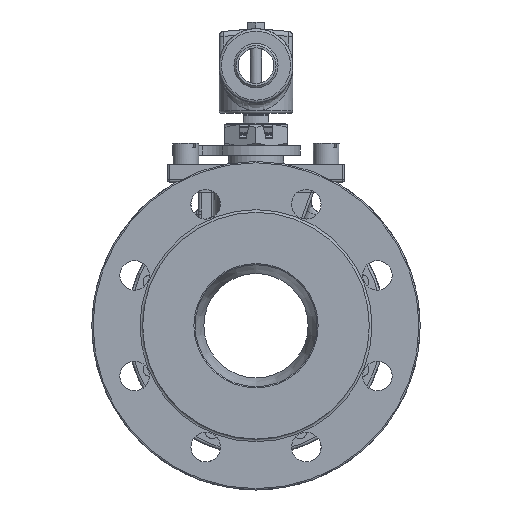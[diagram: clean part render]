
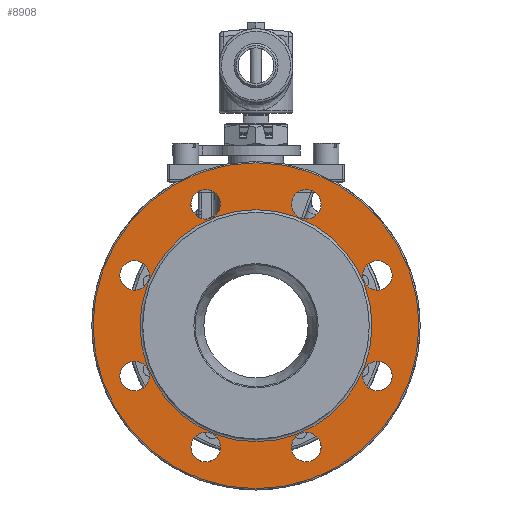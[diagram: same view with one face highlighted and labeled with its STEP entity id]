
A CAD part, left-side view. The second image highlights one B-rep face of the part: STEP entity #8908.
In plain terms, the highlighted planar face has unit normal (-1, 0, 0).
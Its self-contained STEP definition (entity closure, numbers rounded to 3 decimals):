
#249=PLANE('',#9597);
#510=FACE_BOUND('',#1319,.T.);
#511=FACE_BOUND('',#1320,.T.);
#512=FACE_BOUND('',#1321,.T.);
#513=FACE_BOUND('',#1322,.T.);
#514=FACE_BOUND('',#1323,.T.);
#515=FACE_BOUND('',#1324,.T.);
#516=FACE_BOUND('',#1325,.T.);
#517=FACE_BOUND('',#1326,.T.);
#518=FACE_BOUND('',#1327,.T.);
#708=FACE_OUTER_BOUND('',#1318,.T.);
#1318=EDGE_LOOP('',(#6043));
#1319=EDGE_LOOP('',(#6044));
#1320=EDGE_LOOP('',(#6045));
#1321=EDGE_LOOP('',(#6046));
#1322=EDGE_LOOP('',(#6047));
#1323=EDGE_LOOP('',(#6048));
#1324=EDGE_LOOP('',(#6049));
#1325=EDGE_LOOP('',(#6050));
#1326=EDGE_LOOP('',(#6051));
#1327=EDGE_LOOP('',(#6052));
#1955=CIRCLE('',#9445,9.);
#1957=CIRCLE('',#9448,9.);
#1959=CIRCLE('',#9451,9.);
#1961=CIRCLE('',#9454,9.);
#1963=CIRCLE('',#9457,9.);
#1965=CIRCLE('',#9460,9.);
#1967=CIRCLE('',#9463,9.);
#1969=CIRCLE('',#9466,9.);
#2064=CIRCLE('',#9598,99.2);
#2065=CIRCLE('',#9599,70.6);
#3731=VERTEX_POINT('',#13094);
#3733=VERTEX_POINT('',#13099);
#3735=VERTEX_POINT('',#13104);
#3737=VERTEX_POINT('',#13109);
#3739=VERTEX_POINT('',#13114);
#3741=VERTEX_POINT('',#13119);
#3743=VERTEX_POINT('',#13124);
#3745=VERTEX_POINT('',#13129);
#3888=VERTEX_POINT('',#13841);
#3889=VERTEX_POINT('',#13843);
#4548=EDGE_CURVE('',#3731,#3731,#1955,.T.);
#4550=EDGE_CURVE('',#3733,#3733,#1957,.T.);
#4552=EDGE_CURVE('',#3735,#3735,#1959,.T.);
#4554=EDGE_CURVE('',#3737,#3737,#1961,.T.);
#4556=EDGE_CURVE('',#3739,#3739,#1963,.T.);
#4558=EDGE_CURVE('',#3741,#3741,#1965,.T.);
#4560=EDGE_CURVE('',#3743,#3743,#1967,.T.);
#4562=EDGE_CURVE('',#3745,#3745,#1969,.T.);
#4733=EDGE_CURVE('',#3888,#3888,#2064,.T.);
#4734=EDGE_CURVE('',#3889,#3889,#2065,.T.);
#6043=ORIENTED_EDGE('',*,*,#4733,.F.);
#6044=ORIENTED_EDGE('',*,*,#4548,.T.);
#6045=ORIENTED_EDGE('',*,*,#4550,.T.);
#6046=ORIENTED_EDGE('',*,*,#4552,.T.);
#6047=ORIENTED_EDGE('',*,*,#4554,.T.);
#6048=ORIENTED_EDGE('',*,*,#4556,.T.);
#6049=ORIENTED_EDGE('',*,*,#4558,.T.);
#6050=ORIENTED_EDGE('',*,*,#4560,.T.);
#6051=ORIENTED_EDGE('',*,*,#4562,.T.);
#6052=ORIENTED_EDGE('',*,*,#4734,.F.);
#8908=ADVANCED_FACE('',(#708,#510,#511,#512,#513,#514,#515,#516,#517,#518),
#249,.F.);
#9445=AXIS2_PLACEMENT_3D('',#13095,#10456,#10457);
#9448=AXIS2_PLACEMENT_3D('',#13100,#10462,#10463);
#9451=AXIS2_PLACEMENT_3D('',#13105,#10468,#10469);
#9454=AXIS2_PLACEMENT_3D('',#13110,#10474,#10475);
#9457=AXIS2_PLACEMENT_3D('',#13115,#10480,#10481);
#9460=AXIS2_PLACEMENT_3D('',#13120,#10486,#10487);
#9463=AXIS2_PLACEMENT_3D('',#13125,#10492,#10493);
#9466=AXIS2_PLACEMENT_3D('',#13130,#10498,#10499);
#9597=AXIS2_PLACEMENT_3D('',#13840,#10799,#10800);
#9598=AXIS2_PLACEMENT_3D('',#13842,#10801,#10802);
#9599=AXIS2_PLACEMENT_3D('',#13844,#10803,#10804);
#10456=DIRECTION('center_axis',(1.,0.,0.));
#10457=DIRECTION('ref_axis',(0.,0.707,0.707));
#10462=DIRECTION('center_axis',(1.,0.,0.));
#10463=DIRECTION('ref_axis',(0.,1.,0.));
#10468=DIRECTION('center_axis',(1.,0.,0.));
#10469=DIRECTION('ref_axis',(0.,0.707,-0.707));
#10474=DIRECTION('center_axis',(1.,0.,0.));
#10475=DIRECTION('ref_axis',(0.,0.,-1.));
#10480=DIRECTION('center_axis',(1.,0.,0.));
#10481=DIRECTION('ref_axis',(0.,-0.707,-0.707));
#10486=DIRECTION('center_axis',(1.,0.,0.));
#10487=DIRECTION('ref_axis',(0.,-1.,0.));
#10492=DIRECTION('center_axis',(1.,0.,0.));
#10493=DIRECTION('ref_axis',(0.,-0.707,0.707));
#10498=DIRECTION('center_axis',(1.,0.,0.));
#10499=DIRECTION('ref_axis',(0.,0.,1.));
#10799=DIRECTION('center_axis',(1.,0.,0.));
#10800=DIRECTION('ref_axis',(0.,0.,-1.));
#10801=DIRECTION('center_axis',(1.,0.,0.));
#10802=DIRECTION('ref_axis',(0.,0.,-1.));
#10803=DIRECTION('center_axis',(-1.,0.,0.));
#10804=DIRECTION('ref_axis',(0.,0.,-1.));
#13094=CARTESIAN_POINT('',(-76.15,36.979,80.274));
#13095=CARTESIAN_POINT('Origin',(-76.15,30.615,73.91));
#13099=CARTESIAN_POINT('',(-76.15,82.91,30.615));
#13100=CARTESIAN_POINT('Origin',(-76.15,73.91,30.615));
#13104=CARTESIAN_POINT('',(-76.15,80.274,-36.979));
#13105=CARTESIAN_POINT('Origin',(-76.15,73.91,-30.615));
#13109=CARTESIAN_POINT('',(-76.15,30.615,-82.91));
#13110=CARTESIAN_POINT('Origin',(-76.15,30.615,-73.91));
#13114=CARTESIAN_POINT('',(-76.15,-36.979,-80.274));
#13115=CARTESIAN_POINT('Origin',(-76.15,-30.615,-73.91));
#13119=CARTESIAN_POINT('',(-76.15,-82.91,-30.615));
#13120=CARTESIAN_POINT('Origin',(-76.15,-73.91,-30.615));
#13124=CARTESIAN_POINT('',(-76.15,-80.274,36.979));
#13125=CARTESIAN_POINT('Origin',(-76.15,-73.91,30.615));
#13129=CARTESIAN_POINT('',(-76.15,-30.615,82.91));
#13130=CARTESIAN_POINT('Origin',(-76.15,-30.615,73.91));
#13840=CARTESIAN_POINT('Origin',(-76.15,0.,84.5));
#13841=CARTESIAN_POINT('',(-76.15,0.,99.2));
#13842=CARTESIAN_POINT('Origin',(-76.15,0.,0.));
#13843=CARTESIAN_POINT('',(-76.15,0.,70.6));
#13844=CARTESIAN_POINT('Origin',(-76.15,0.,0.));
